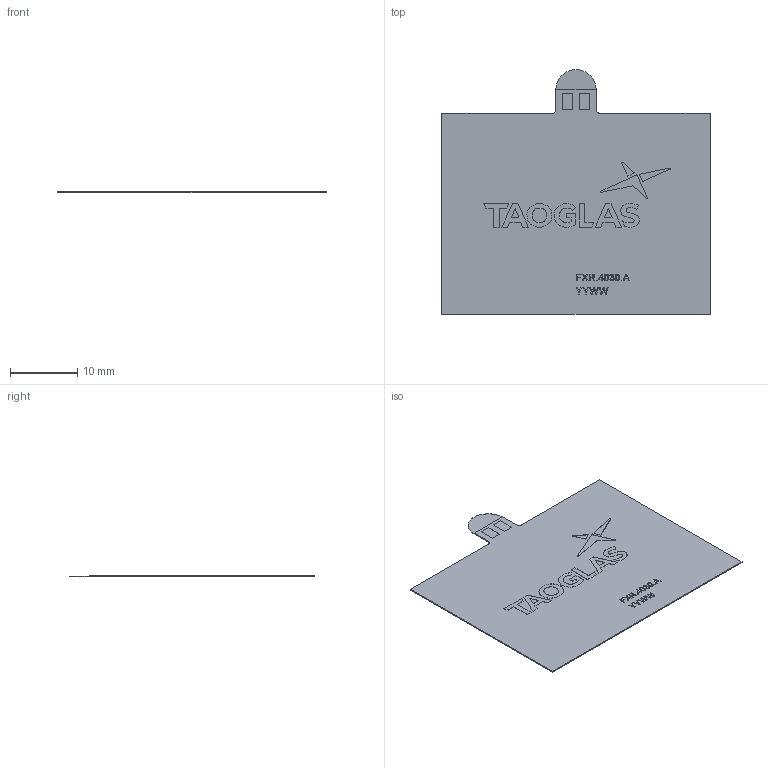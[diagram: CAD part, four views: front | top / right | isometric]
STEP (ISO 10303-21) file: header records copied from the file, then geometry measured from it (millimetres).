
FILE_DESCRIPTION (( 'STEP AP214' ), '1' );
FILE_NAME ('FXR.4030.B.dg_Web.STEP', '2024-05-28T01:09:57', ( '' ), ( '' ), 'SwSTEP 2.0', 'SolidWorks 2022', '' );
FILE_SCHEMA (( 'AUTOMOTIVE_DESIGN' ));
Length unit declared in the file: millimetre
Products named in the file (1): FXR.4030.B.dg_Web
Bounding box: 40 x 36.5 x 0.18 mm (x, y, z)
Volume: 197.5 mm3; surface area: 2498.6 mm2
Topology: 1 solids, 1 shells, 356 faces, 958 edges, 638 vertices
Faces by surface type: plane 220, bspline 133, cylinder 3
Entity records: 18192 total; most frequent: CARTESIAN_POINT 6214, ORIENTED_EDGE 1916, DIRECTION 1146, EDGE_CURVE 958, VECTOR 686, LINE 686, VERTEX_POINT 638, EDGE_LOOP 390
